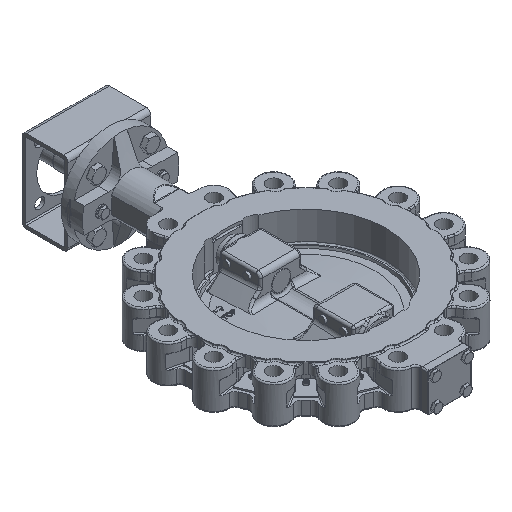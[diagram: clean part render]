
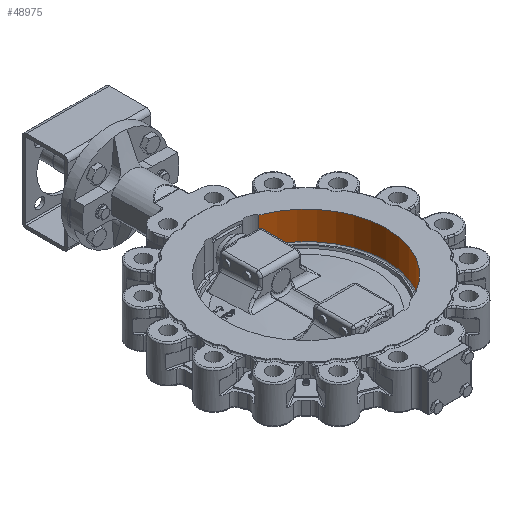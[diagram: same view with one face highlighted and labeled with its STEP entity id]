
A CAD part, isometric view. The second image highlights one B-rep face of the part: STEP entity #48975.
In plain terms, the highlighted cylindrical face has radius 175 mm (diameter 350 mm), a partial arc.
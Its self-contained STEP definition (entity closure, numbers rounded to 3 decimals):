
#4069=LINE('',#88153,#6632);
#4070=LINE('',#88154,#6633);
#6632=VECTOR('',#65230,10.);
#6633=VECTOR('',#65231,10.);
#8087=CYLINDRICAL_SURFACE('',#53867,175.);
#10962=FACE_OUTER_BOUND('',#14180,.T.);
#14180=EDGE_LOOP('',(#38529,#38530,#38531,#38532));
#17533=CIRCLE('',#53545,175.);
#17620=CIRCLE('',#53868,175.);
#20991=VERTEX_POINT('',#83711);
#20994=VERTEX_POINT('',#83735);
#21674=VERTEX_POINT('',#88150);
#21675=VERTEX_POINT('',#88151);
#26677=EDGE_CURVE('',#20991,#20994,#17533,.T.);
#27714=EDGE_CURVE('',#21674,#21675,#17620,.T.);
#27715=EDGE_CURVE('',#21675,#20994,#4069,.T.);
#27716=EDGE_CURVE('',#20991,#21674,#4070,.T.);
#38529=ORIENTED_EDGE('',*,*,#27714,.T.);
#38530=ORIENTED_EDGE('',*,*,#27715,.T.);
#38531=ORIENTED_EDGE('',*,*,#26677,.F.);
#38532=ORIENTED_EDGE('',*,*,#27716,.T.);
#48975=ADVANCED_FACE('',(#10962),#8087,.F.);
#53545=AXIS2_PLACEMENT_3D('',#83736,#63941,#63942);
#53867=AXIS2_PLACEMENT_3D('',#88149,#65226,#65227);
#53868=AXIS2_PLACEMENT_3D('',#88152,#65228,#65229);
#63941=DIRECTION('center_axis',(0.,0.,
1.));
#63942=DIRECTION('ref_axis',(1.,0.,0.));
#65226=DIRECTION('center_axis',(0.,0.,
1.));
#65227=DIRECTION('ref_axis',(1.,0.,0.));
#65228=DIRECTION('center_axis',(0.,0.,
1.));
#65229=DIRECTION('ref_axis',(1.,0.,0.));
#65230=DIRECTION('',(0.,0.,-1.));
#65231=DIRECTION('',(0.,0.,1.));
#83711=CARTESIAN_POINT('',(61.39,-163.879,-21.));
#83735=CARTESIAN_POINT('',(61.39,163.879,-21.));
#83736=CARTESIAN_POINT('Origin',(0.,0.,
-21.));
#88149=CARTESIAN_POINT('Origin',(0.,0.,
10.85));
#88150=CARTESIAN_POINT('',(61.39,-163.879,40.2));
#88151=CARTESIAN_POINT('',(61.39,163.879,40.2));
#88152=CARTESIAN_POINT('Origin',(0.,0.,
40.2));
#88153=CARTESIAN_POINT('',(61.39,163.879,45.7));
#88154=CARTESIAN_POINT('',(61.39,-163.879,45.7));
